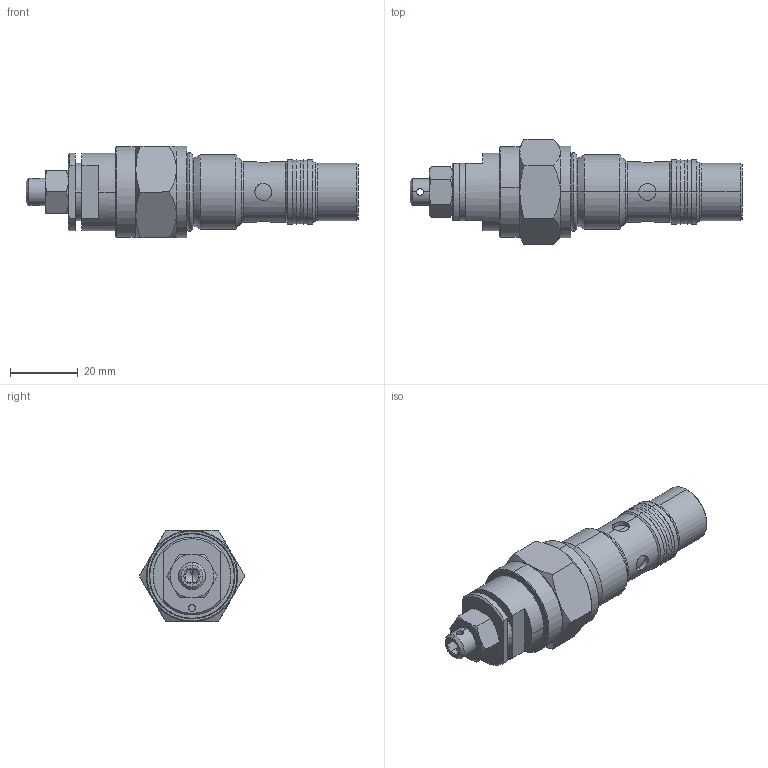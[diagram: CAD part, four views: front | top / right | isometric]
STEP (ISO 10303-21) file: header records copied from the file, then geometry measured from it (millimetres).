
FILE_DESCRIPTION (( 'STEP AP214' ), '1' );
FILE_NAME ('513.022B_Kunde.STEP', '2017-03-15T10:09:07', ( 'User' ), ( '' ), 'SwSTEP 2.0', 'SolidWorks 2016', '' );
FILE_SCHEMA (( 'AUTOMOTIVE_DESIGN' ));
Length unit declared in the file: millimetre
Products named in the file (1): 513.022B_Kunde
Bounding box: 98.2 x 31.18 x 27 mm (x, y, z)
Volume: 35359.7 mm3; surface area: 15155.4 mm2
Topology: 8 solids, 8 shells, 250 faces, 535 edges, 304 vertices
Faces by surface type: cone 94, cylinder 77, plane 55, torus 24
Entity records: 10244 total; most frequent: CARTESIAN_POINT 1986, DIRECTION 1203, ORIENTED_EDGE 1066, EDGE_CURVE 533, AXIS2_PLACEMENT_3D 505, VERTEX_POINT 304, EDGE_LOOP 271, UNCERTAINTY_MEASURE_WITH_UNIT 260
